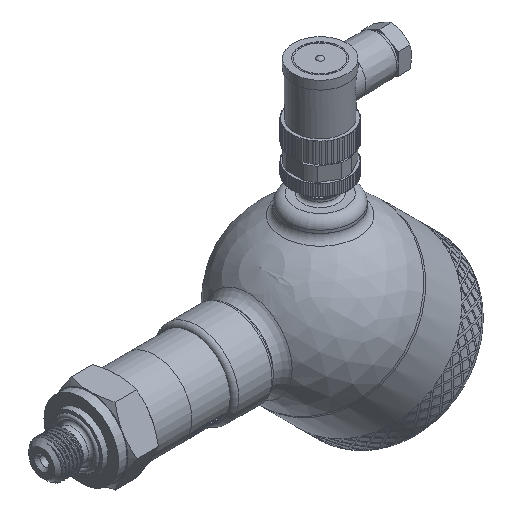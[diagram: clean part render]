
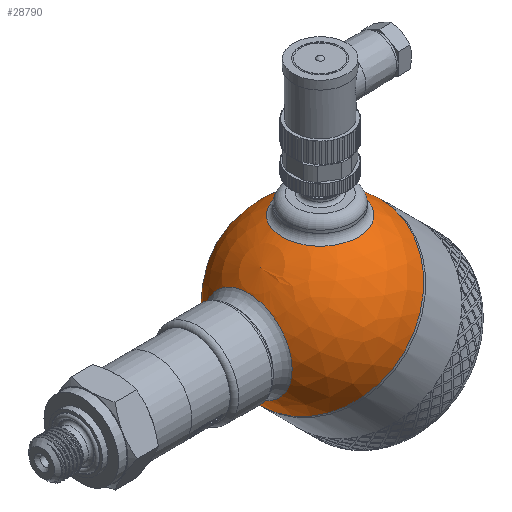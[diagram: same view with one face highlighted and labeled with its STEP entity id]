
A CAD part, isometric view. The second image highlights one B-rep face of the part: STEP entity #28790.
In plain terms, the highlighted spherical face has radius 30 mm.
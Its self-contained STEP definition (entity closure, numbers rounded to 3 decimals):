
#45=SPHERICAL_SURFACE('',#30534,30.);
#154=FACE_BOUND('',#3871,.T.);
#155=FACE_BOUND('',#3872,.T.);
#2036=FACE_OUTER_BOUND('',#3870,.T.);
#3870=EDGE_LOOP('',(#20649,#20650,#20651,#20652));
#3871=EDGE_LOOP('',(#20653));
#3872=EDGE_LOOP('',(#20654));
#5600=CIRCLE('',#30457,30.);
#5601=CIRCLE('',#30458,30.);
#5628=CIRCLE('',#30530,13.5);
#5631=CIRCLE('',#30535,30.);
#5632=CIRCLE('',#30536,15.643);
#11189=VERTEX_POINT('',#40316);
#11190=VERTEX_POINT('',#40318);
#11717=VERTEX_POINT('',#47082);
#11719=VERTEX_POINT('',#47089);
#11720=VERTEX_POINT('',#47091);
#14291=EDGE_CURVE('',#11189,#11190,#5600,.T.);
#14292=EDGE_CURVE('',#11190,#11189,#5601,.T.);
#15085=EDGE_CURVE('',#11717,#11717,#5628,.T.);
#15088=EDGE_CURVE('',#11190,#11719,#5631,.T.);
#15089=EDGE_CURVE('',#11720,#11720,#5632,.T.);
#20649=ORIENTED_EDGE('',*,*,#14292,.F.);
#20650=ORIENTED_EDGE('',*,*,#15088,.T.);
#20651=ORIENTED_EDGE('',*,*,#15088,.F.);
#20652=ORIENTED_EDGE('',*,*,#14291,.F.);
#20653=ORIENTED_EDGE('',*,*,#15089,.F.);
#20654=ORIENTED_EDGE('',*,*,#15085,.F.);
#28790=ADVANCED_FACE('',(#2036,#154,#155),#45,.T.);
#30457=AXIS2_PLACEMENT_3D('',#40319,#32337,#32338);
#30458=AXIS2_PLACEMENT_3D('',#40320,#32339,#32340);
#30530=AXIS2_PLACEMENT_3D('',#47083,#32761,#32762);
#30534=AXIS2_PLACEMENT_3D('',#47088,#32769,#32770);
#30535=AXIS2_PLACEMENT_3D('',#47090,#32771,#32772);
#30536=AXIS2_PLACEMENT_3D('',#47092,#32773,#32774);
#32337=DIRECTION('center_axis',(1.,0.,0.));
#32338=DIRECTION('ref_axis',(0.,1.,0.));
#32339=DIRECTION('center_axis',(1.,0.,0.));
#32340=DIRECTION('ref_axis',(0.,1.,0.));
#32761=DIRECTION('center_axis',(-0.707,0.,-0.707));
#32762=DIRECTION('ref_axis',(-0.707,0.,0.707));
#32769=DIRECTION('center_axis',(1.,0.,0.));
#32770=DIRECTION('ref_axis',(0.,-1.,0.));
#32771=DIRECTION('center_axis',(0.,0.,1.));
#32772=DIRECTION('ref_axis',(0.,1.,0.));
#32773=DIRECTION('center_axis',(-0.707,0.,0.707));
#32774=DIRECTION('ref_axis',(0.707,0.,0.707));
#40316=CARTESIAN_POINT('',(0.,-30.,0.));
#40318=CARTESIAN_POINT('',(0.,30.,0.));
#40319=CARTESIAN_POINT('Origin',(0.,0.,0.));
#40320=CARTESIAN_POINT('Origin',(0.,0.,0.));
#47082=CARTESIAN_POINT('',(-9.398,0.,-28.49));
#47083=CARTESIAN_POINT('Origin',(-18.944,0.,-18.944));
#47088=CARTESIAN_POINT('Origin',(0.,0.,0.));
#47089=CARTESIAN_POINT('',(-30.,0.,0.));
#47090=CARTESIAN_POINT('Origin',(0.,0.,0.));
#47091=CARTESIAN_POINT('',(-29.162,0.,7.04));
#47092=CARTESIAN_POINT('Origin',(-18.101,0.,18.101));
